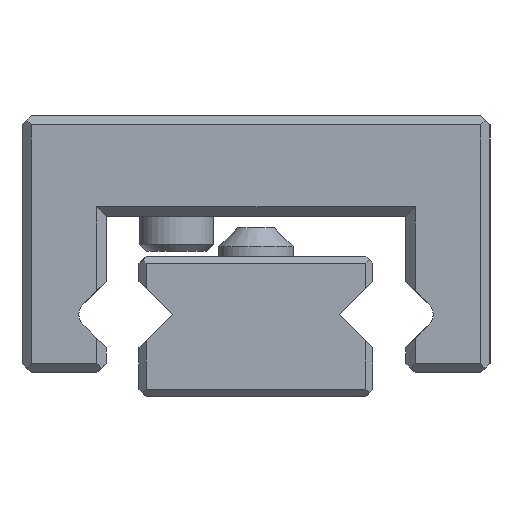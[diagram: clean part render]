
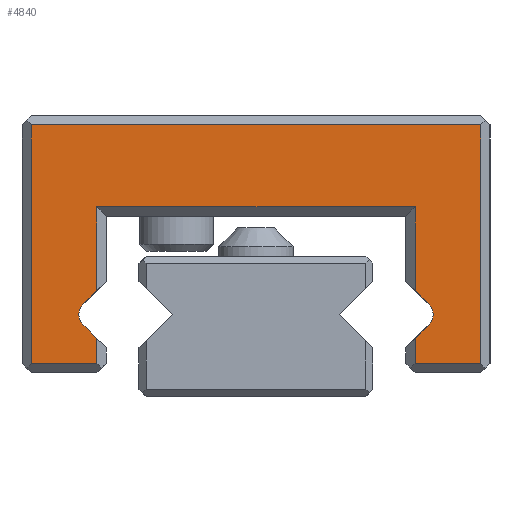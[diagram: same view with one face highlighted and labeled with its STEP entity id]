
A CAD part, left-side view. The second image highlights one B-rep face of the part: STEP entity #4840.
In plain terms, the highlighted planar face has unit normal (-1, 0, 0).
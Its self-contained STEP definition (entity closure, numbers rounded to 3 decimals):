
#4761=CIRCLE('',#16987,0.3);
#4762=CIRCLE('',#16988,0.3);
#4840=ADVANCED_FACE('',(#6007),#5526,.T.);
#5526=PLANE('',#16989);
#6007=FACE_OUTER_BOUND('',#6741,.T.);
#6741=EDGE_LOOP('',(#8113,#8114,#8115,#8116,#8117,#8118,#8119,#8120,#8121,
#8122,#8123,#8124,#8125,#8126,#8127,#8128));
#8113=ORIENTED_EDGE('',*,*,#12853,.T.);
#8114=ORIENTED_EDGE('',*,*,#12854,.T.);
#8115=ORIENTED_EDGE('',*,*,#12855,.T.);
#8116=ORIENTED_EDGE('',*,*,#12856,.F.);
#8117=ORIENTED_EDGE('',*,*,#12857,.T.);
#8118=ORIENTED_EDGE('',*,*,#12858,.T.);
#8119=ORIENTED_EDGE('',*,*,#12859,.T.);
#8120=ORIENTED_EDGE('',*,*,#12860,.T.);
#8121=ORIENTED_EDGE('',*,*,#12861,.T.);
#8122=ORIENTED_EDGE('',*,*,#12862,.F.);
#8123=ORIENTED_EDGE('',*,*,#12863,.T.);
#8124=ORIENTED_EDGE('',*,*,#12864,.T.);
#8125=ORIENTED_EDGE('',*,*,#12865,.T.);
#8126=ORIENTED_EDGE('',*,*,#12866,.T.);
#8127=ORIENTED_EDGE('',*,*,#12867,.T.);
#8128=ORIENTED_EDGE('',*,*,#12868,.T.);
#11601=VERTEX_POINT('',#21661);
#11602=VERTEX_POINT('',#21662);
#11603=VERTEX_POINT('',#21664);
#11604=VERTEX_POINT('',#21666);
#11605=VERTEX_POINT('',#21668);
#11606=VERTEX_POINT('',#21670);
#11607=VERTEX_POINT('',#21672);
#11608=VERTEX_POINT('',#21674);
#11609=VERTEX_POINT('',#21676);
#11610=VERTEX_POINT('',#21678);
#11611=VERTEX_POINT('',#21680);
#11612=VERTEX_POINT('',#21682);
#11613=VERTEX_POINT('',#21684);
#11614=VERTEX_POINT('',#21686);
#11615=VERTEX_POINT('',#21688);
#11616=VERTEX_POINT('',#21690);
#12853=EDGE_CURVE('',#11601,#11602,#14501,.T.);
#12854=EDGE_CURVE('',#11602,#11603,#14502,.T.);
#12855=EDGE_CURVE('',#11603,#11604,#4761,.T.);
#12856=EDGE_CURVE('',#11605,#11604,#14503,.T.);
#12857=EDGE_CURVE('',#11605,#11606,#14504,.T.);
#12858=EDGE_CURVE('',#11606,#11607,#14505,.T.);
#12859=EDGE_CURVE('',#11607,#11608,#14506,.T.);
#12860=EDGE_CURVE('',#11608,#11609,#14507,.T.);
#12861=EDGE_CURVE('',#11609,#11610,#4762,.T.);
#12862=EDGE_CURVE('',#11611,#11610,#14508,.T.);
#12863=EDGE_CURVE('',#11611,#11612,#14509,.T.);
#12864=EDGE_CURVE('',#11612,#11613,#14510,.T.);
#12865=EDGE_CURVE('',#11613,#11614,#14511,.T.);
#12866=EDGE_CURVE('',#11614,#11615,#14512,.T.);
#12867=EDGE_CURVE('',#11615,#11616,#14513,.T.);
#12868=EDGE_CURVE('',#11616,#11601,#14514,.T.);
#14501=LINE('',#21660,#15913);
#14502=LINE('',#21663,#15914);
#14503=LINE('',#21667,#15915);
#14504=LINE('',#21669,#15916);
#14505=LINE('',#21671,#15917);
#14506=LINE('',#21673,#15918);
#14507=LINE('',#21675,#15919);
#14508=LINE('',#21679,#15920);
#14509=LINE('',#21681,#15921);
#14510=LINE('',#21683,#15922);
#14511=LINE('',#21685,#15923);
#14512=LINE('',#21687,#15924);
#14513=LINE('',#21689,#15925);
#14514=LINE('',#21691,#15926);
#15913=VECTOR('',#18024,1.);
#15914=VECTOR('',#18025,1.);
#15915=VECTOR('',#18028,1.);
#15916=VECTOR('',#18029,1.);
#15917=VECTOR('',#18030,1.);
#15918=VECTOR('',#18031,1.);
#15919=VECTOR('',#18032,1.);
#15920=VECTOR('',#18035,1.);
#15921=VECTOR('',#18036,1.);
#15922=VECTOR('',#18037,1.);
#15923=VECTOR('',#18038,1.);
#15924=VECTOR('',#18039,1.);
#15925=VECTOR('',#18040,1.);
#15926=VECTOR('',#18041,1.);
#16987=AXIS2_PLACEMENT_3D('',#21665,#18026,#18027);
#16988=AXIS2_PLACEMENT_3D('',#21677,#18033,#18034);
#16989=AXIS2_PLACEMENT_3D('',#21692,#18042,#18043);
#18024=DIRECTION('',(0.,0.,1.));
#18025=DIRECTION('',(0.,0.707,0.707));
#18026=DIRECTION('',(1.,0.,0.));
#18027=DIRECTION('',(0.,0.,1.));
#18028=DIRECTION('',(0.,0.707,-0.707));
#18029=DIRECTION('',(0.,0.,1.));
#18030=DIRECTION('',(0.,-1.,0.));
#18031=DIRECTION('',(0.,0.,-1.));
#18032=DIRECTION('',(0.,-0.707,-0.707));
#18033=DIRECTION('',(1.,0.,0.));
#18034=DIRECTION('',(0.,0.,1.));
#18035=DIRECTION('',(0.,-0.707,0.707));
#18036=DIRECTION('',(0.,0.,-1.));
#18037=DIRECTION('',(0.,-1.,0.));
#18038=DIRECTION('',(0.,0.,1.));
#18039=DIRECTION('',(0.,1.,0.));
#18040=DIRECTION('',(0.,0.,-1.));
#18041=DIRECTION('',(0.,-1.,0.));
#18042=DIRECTION('',(-1.,0.,0.));
#18043=DIRECTION('',(0.,0.,-1.));
#21660=CARTESIAN_POINT('',(0.,5.9,3.85));
#21661=CARTESIAN_POINT('',(0.,5.9,0.7));
#21662=CARTESIAN_POINT('',(0.,5.9,1.239));
#21663=CARTESIAN_POINT('',(0.,5.7,1.039));
#21664=CARTESIAN_POINT('',(0.,6.199,1.538));
#21665=CARTESIAN_POINT('',(0.,5.986,1.75));
#21666=CARTESIAN_POINT('',(0.,6.199,1.962));
#21667=CARTESIAN_POINT('',(0.,5.7,2.461));
#21668=CARTESIAN_POINT('',(0.,5.9,2.261));
#21669=CARTESIAN_POINT('',(0.,5.9,3.85));
#21670=CARTESIAN_POINT('',(0.,5.9,4.05));
#21671=CARTESIAN_POINT('',(0.,-0.7,4.05));
#21672=CARTESIAN_POINT('',(0.,-0.9,4.05));
#21673=CARTESIAN_POINT('',(0.,-0.9,0.7));
#21674=CARTESIAN_POINT('',(0.,-0.9,2.261));
#21675=CARTESIAN_POINT('',(0.,-0.7,2.461));
#21676=CARTESIAN_POINT('',(0.,-1.199,1.962));
#21677=CARTESIAN_POINT('',(0.,-0.986,1.75));
#21678=CARTESIAN_POINT('',(0.,-1.199,1.538));
#21679=CARTESIAN_POINT('',(0.,-0.7,1.039));
#21680=CARTESIAN_POINT('',(0.,-0.9,1.239));
#21681=CARTESIAN_POINT('',(0.,-0.9,0.7));
#21682=CARTESIAN_POINT('',(0.,-0.9,0.7));
#21683=CARTESIAN_POINT('',(0.,2.5,0.7));
#21684=CARTESIAN_POINT('',(0.,-2.3,0.7));
#21685=CARTESIAN_POINT('',(0.,-2.3,0.5));
#21686=CARTESIAN_POINT('',(0.,-2.3,5.8));
#21687=CARTESIAN_POINT('',(0.,2.5,5.8));
#21688=CARTESIAN_POINT('',(0.,7.3,5.8));
#21689=CARTESIAN_POINT('',(0.,7.3,0.5));
#21690=CARTESIAN_POINT('',(0.,7.3,0.7));
#21691=CARTESIAN_POINT('',(0.,2.5,0.7));
#21692=CARTESIAN_POINT('',(0.,2.5,0.5));
